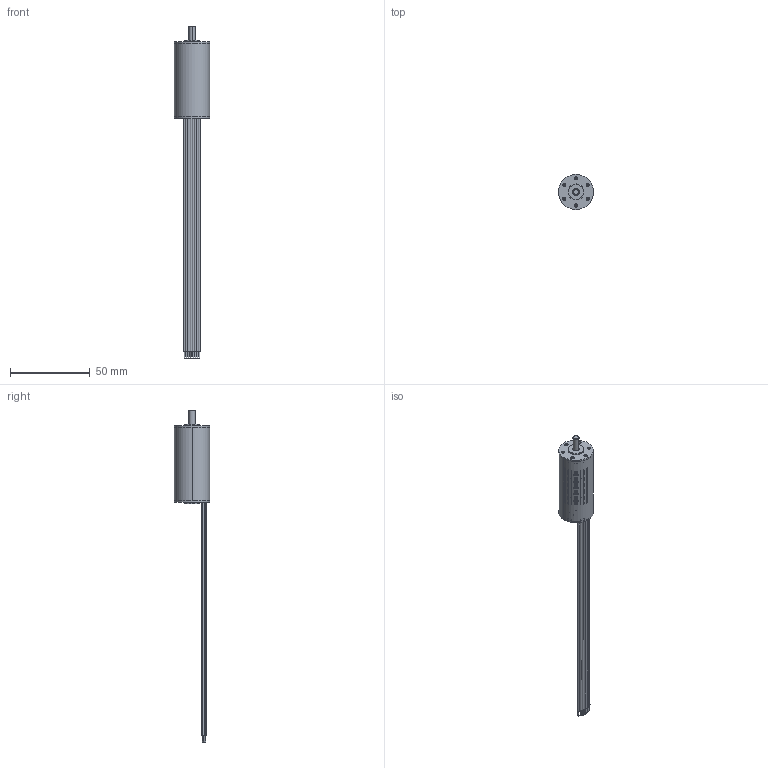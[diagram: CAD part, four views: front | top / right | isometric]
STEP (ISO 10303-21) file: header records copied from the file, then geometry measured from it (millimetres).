
FILE_DESCRIPTION((''),'2;1');
FILE_NAME('4613152000062_ASM','2022-04-06T14:32:02',('MS05792'),(''),'CREO PARAMETRIC BY PTC INC, 2018100','CREO PARAMETRIC BY PTC INC, 2018100','');
FILE_SCHEMA(('CONFIG_CONTROL_DESIGN'));
Length unit declared in the file: millimetre
Products named in the file (24): 4219130000415; 4613101100163; 4613102000651_ASM; 4613104500026_AF0; 4613102300028_AF0_ASM; 4219120100428; 4713101002653; 4715450000171; 4713120010406_ASM; 4634140206717_AF0; 4713120010407_ASM; 4219121304159; 4331101000649; 4332101105871; 4394000100175; 4693220000880; 4394000100469; 4613107700066_ASM; 4613108300053_ASM; 4394000100229; 4219121305727; 4294440200177; 3627410000252; 4613152000062_ASM
Assembly tree (160 placements, depth 4):
  4613152000062_ASM
    4613102300028_AF0_ASM
      4219130000415
      4613102000651_ASM
        4613101100163  x135
      4613104500026_AF0
    4713120010407_ASM
      4219120100428
      4713120010406_ASM
        4713101002653
        4715450000171  x3
      4634140206717_AF0
    4613108300053_ASM
      4219121304159
      4331101000649
      4613107700066_ASM
        4332101105871
        4394000100175
        4693220000880
        4394000100469
    4394000100229
    4331101000649
    4219121305727
    4294440200177
    3627410000252
Bounding box: 22 x 22 x 208.3 mm (x, y, z)
Volume: 17593.8 mm3; surface area: 73731.2 mm2
Topology: 162 solids, 168 shells, 4894 faces, 13381 edges, 8860 vertices
Faces by surface type: cylinder 3830, plane 946, cone 62, torus 28, bspline 20, extrusion 4, revolution 4
Entity records: 35136 total; most frequent: CARTESIAN_POINT 7653, DIRECTION 6034, ORIENTED_EDGE 5222, EDGE_CURVE 2623, AXIS2_PLACEMENT_3D 2112, VECTOR 1806, LINE 1802, VERTEX_POINT 1708
